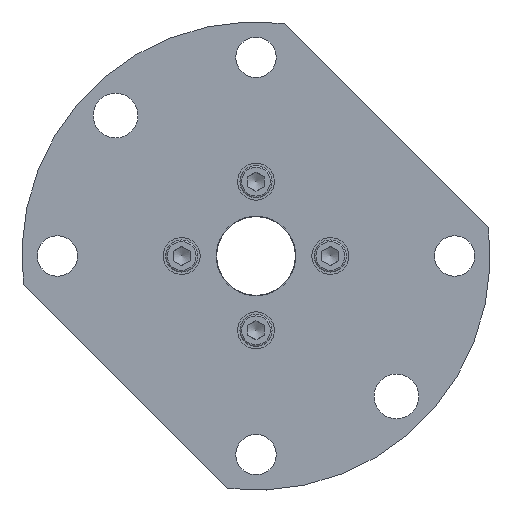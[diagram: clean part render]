
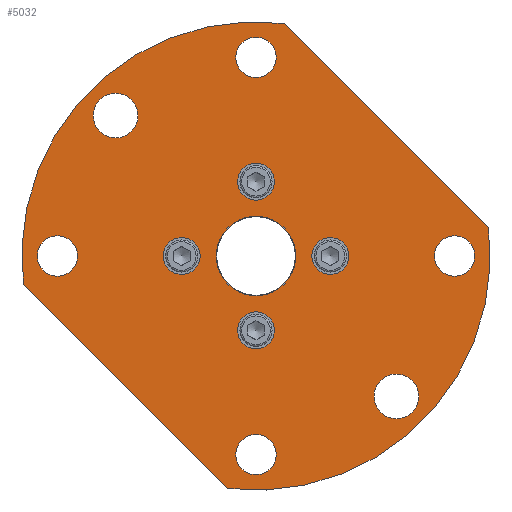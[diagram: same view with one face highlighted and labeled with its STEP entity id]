
A CAD part, front view. The second image highlights one B-rep face of the part: STEP entity #5032.
In plain terms, the highlighted planar face has unit normal (0, -1, 0).
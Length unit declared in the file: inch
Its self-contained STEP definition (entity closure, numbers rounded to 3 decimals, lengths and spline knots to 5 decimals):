
#334=LINE('',#7935,#549);
#337=LINE('',#7941,#552);
#549=VECTOR('',#6407,0.3937);
#552=VECTOR('',#6412,0.3937);
#760=PLANE('',#5519);
#968=FACE_BOUND('',#1666,.T.);
#969=FACE_BOUND('',#1667,.T.);
#970=FACE_BOUND('',#1668,.T.);
#971=FACE_BOUND('',#1669,.T.);
#972=FACE_BOUND('',#1670,.T.);
#973=FACE_BOUND('',#1671,.T.);
#974=FACE_BOUND('',#1672,.T.);
#975=FACE_BOUND('',#1673,.T.);
#976=FACE_BOUND('',#1674,.T.);
#977=FACE_BOUND('',#1675,.T.);
#978=FACE_BOUND('',#1676,.T.);
#1226=FACE_OUTER_BOUND('',#1665,.T.);
#1665=EDGE_LOOP('',(#3736,#3737,#3738,#3739));
#1666=EDGE_LOOP('',(#3740));
#1667=EDGE_LOOP('',(#3741));
#1668=EDGE_LOOP('',(#3742));
#1669=EDGE_LOOP('',(#3743));
#1670=EDGE_LOOP('',(#3744));
#1671=EDGE_LOOP('',(#3745));
#1672=EDGE_LOOP('',(#3746));
#1673=EDGE_LOOP('',(#3747));
#1674=EDGE_LOOP('',(#3748));
#1675=EDGE_LOOP('',(#3749));
#1676=EDGE_LOOP('',(#3750));
#2133=CIRCLE('',#5468,0.155);
#2136=CIRCLE('',#5473,0.155);
#2138=CIRCLE('',#5477,0.155);
#2141=CIRCLE('',#5482,0.155);
#2142=CIRCLE('',#5484,0.18788);
#2143=CIRCLE('',#5486,0.18788);
#2146=CIRCLE('',#5492,0.17);
#2149=CIRCLE('',#5498,0.17);
#2152=CIRCLE('',#5504,0.17);
#2155=CIRCLE('',#5510,0.17);
#2156=CIRCLE('',#5512,0.3345);
#2157=CIRCLE('',#5516,1.97);
#2158=CIRCLE('',#5518,1.97);
#2475=VERTEX_POINT('',#7862);
#2478=VERTEX_POINT('',#7870);
#2480=VERTEX_POINT('',#7876);
#2483=VERTEX_POINT('',#7884);
#2484=VERTEX_POINT('',#7887);
#2485=VERTEX_POINT('',#7890);
#2488=VERTEX_POINT('',#7899);
#2491=VERTEX_POINT('',#7908);
#2494=VERTEX_POINT('',#7917);
#2497=VERTEX_POINT('',#7926);
#2498=VERTEX_POINT('',#7929);
#2499=VERTEX_POINT('',#7932);
#2500=VERTEX_POINT('',#7934);
#2501=VERTEX_POINT('',#7938);
#2502=VERTEX_POINT('',#7940);
#2965=EDGE_CURVE('',#2475,#2475,#2133,.T.);
#2968=EDGE_CURVE('',#2478,#2478,#2136,.T.);
#2970=EDGE_CURVE('',#2480,#2480,#2138,.T.);
#2973=EDGE_CURVE('',#2483,#2483,#2141,.T.);
#2974=EDGE_CURVE('',#2484,#2484,#2142,.T.);
#2975=EDGE_CURVE('',#2485,#2485,#2143,.T.);
#2978=EDGE_CURVE('',#2488,#2488,#2146,.T.);
#2981=EDGE_CURVE('',#2491,#2491,#2149,.T.);
#2984=EDGE_CURVE('',#2494,#2494,#2152,.T.);
#2987=EDGE_CURVE('',#2497,#2497,#2155,.T.);
#2988=EDGE_CURVE('',#2498,#2498,#2156,.T.);
#2990=EDGE_CURVE('',#2500,#2499,#334,.T.);
#2993=EDGE_CURVE('',#2502,#2501,#337,.T.);
#2995=EDGE_CURVE('',#2501,#2500,#2157,.T.);
#2996=EDGE_CURVE('',#2499,#2502,#2158,.T.);
#3736=ORIENTED_EDGE('',*,*,#2990,.T.);
#3737=ORIENTED_EDGE('',*,*,#2996,.T.);
#3738=ORIENTED_EDGE('',*,*,#2993,.T.);
#3739=ORIENTED_EDGE('',*,*,#2995,.T.);
#3740=ORIENTED_EDGE('',*,*,#2965,.T.);
#3741=ORIENTED_EDGE('',*,*,#2968,.T.);
#3742=ORIENTED_EDGE('',*,*,#2970,.T.);
#3743=ORIENTED_EDGE('',*,*,#2973,.T.);
#3744=ORIENTED_EDGE('',*,*,#2974,.T.);
#3745=ORIENTED_EDGE('',*,*,#2975,.T.);
#3746=ORIENTED_EDGE('',*,*,#2978,.T.);
#3747=ORIENTED_EDGE('',*,*,#2981,.T.);
#3748=ORIENTED_EDGE('',*,*,#2984,.T.);
#3749=ORIENTED_EDGE('',*,*,#2987,.T.);
#3750=ORIENTED_EDGE('',*,*,#2988,.T.);
#5032=ADVANCED_FACE('',(#1226,#968,#969,#970,#971,#972,#973,#974,#975,#976,
#977,#978),#760,.F.);
#5468=AXIS2_PLACEMENT_3D('',#7863,#6314,#6315);
#5473=AXIS2_PLACEMENT_3D('',#7871,#6324,#6325);
#5477=AXIS2_PLACEMENT_3D('',#7877,#6332,#6333);
#5482=AXIS2_PLACEMENT_3D('',#7885,#6342,#6343);
#5484=AXIS2_PLACEMENT_3D('',#7888,#6346,#6347);
#5486=AXIS2_PLACEMENT_3D('',#7891,#6350,#6351);
#5492=AXIS2_PLACEMENT_3D('',#7900,#6362,#6363);
#5498=AXIS2_PLACEMENT_3D('',#7909,#6374,#6375);
#5504=AXIS2_PLACEMENT_3D('',#7918,#6386,#6387);
#5510=AXIS2_PLACEMENT_3D('',#7927,#6398,#6399);
#5512=AXIS2_PLACEMENT_3D('',#7930,#6402,#6403);
#5516=AXIS2_PLACEMENT_3D('',#7944,#6416,#6417);
#5518=AXIS2_PLACEMENT_3D('',#7946,#6420,#6421);
#5519=AXIS2_PLACEMENT_3D('',#7947,#6422,#6423);
#6314=DIRECTION('center_axis',(0.,1.,0.));
#6315=DIRECTION('ref_axis',(0.707,0.,-0.707));
#6324=DIRECTION('center_axis',(0.,1.,0.));
#6325=DIRECTION('ref_axis',(0.707,0.,-0.707));
#6332=DIRECTION('center_axis',(0.,1.,0.));
#6333=DIRECTION('ref_axis',(0.707,0.,-0.707));
#6342=DIRECTION('center_axis',(0.,1.,0.));
#6343=DIRECTION('ref_axis',(0.707,0.,-0.707));
#6346=DIRECTION('center_axis',(0.,1.,0.));
#6347=DIRECTION('ref_axis',(0.707,0.,-0.707));
#6350=DIRECTION('center_axis',(0.,1.,0.));
#6351=DIRECTION('ref_axis',(0.707,0.,-0.707));
#6362=DIRECTION('center_axis',(0.,1.,0.));
#6363=DIRECTION('ref_axis',(0.707,0.,-0.707));
#6374=DIRECTION('center_axis',(0.,1.,0.));
#6375=DIRECTION('ref_axis',(0.707,0.,-0.707));
#6386=DIRECTION('center_axis',(0.,1.,0.));
#6387=DIRECTION('ref_axis',(0.707,0.,-0.707));
#6398=DIRECTION('center_axis',(0.,1.,0.));
#6399=DIRECTION('ref_axis',(0.707,0.,-0.707));
#6402=DIRECTION('center_axis',(0.,1.,0.));
#6403=DIRECTION('ref_axis',(0.707,0.,-0.707));
#6407=DIRECTION('',(0.707,0.,-0.707));
#6412=DIRECTION('',(-0.707,0.,0.707));
#6416=DIRECTION('center_axis',(0.,-1.,0.));
#6417=DIRECTION('ref_axis',(0.707,0.,-0.707));
#6420=DIRECTION('center_axis',(0.,-1.,0.));
#6421=DIRECTION('ref_axis',(0.707,0.,-0.707));
#6422=DIRECTION('center_axis',(0.,1.,0.));
#6423=DIRECTION('ref_axis',(0.707,0.,0.707));
#7862=CARTESIAN_POINT('',(0.1096,-0.5,0.5154));
#7863=CARTESIAN_POINT('Origin',(0.,-0.5,
0.625));
#7870=CARTESIAN_POINT('',(0.7346,-0.5,-0.1096));
#7871=CARTESIAN_POINT('Origin',(0.625,-0.5,0.));
#7876=CARTESIAN_POINT('',(-0.5154,-0.5,-0.1096));
#7877=CARTESIAN_POINT('Origin',(-0.625,-0.5,0.));
#7884=CARTESIAN_POINT('',(0.1096,-0.5,-0.7346));
#7885=CARTESIAN_POINT('Origin',(0.,-0.5,
-0.625));
#7887=CARTESIAN_POINT('',(-1.31372,-0.5,1.31372));
#7888=CARTESIAN_POINT('Origin',(-1.18087,-0.5,1.18087));
#7890=CARTESIAN_POINT('',(1.04802,-0.5,-1.04802));
#7891=CARTESIAN_POINT('Origin',(1.18087,-0.5,-1.18087));
#7899=CARTESIAN_POINT('',(1.54979,-0.5,0.12021));
#7900=CARTESIAN_POINT('Origin',(1.67,-0.5,0.));
#7908=CARTESIAN_POINT('',(-1.79021,-0.5,0.12021));
#7909=CARTESIAN_POINT('Origin',(-1.67,-0.5,0.));
#7917=CARTESIAN_POINT('',(-0.12021,-0.5,-1.54979));
#7918=CARTESIAN_POINT('Origin',(0.,-0.5,
-1.67));
#7926=CARTESIAN_POINT('',(-0.12021,-0.5,1.79021));
#7927=CARTESIAN_POINT('Origin',(0.,-0.5,1.67));
#7929=CARTESIAN_POINT('',(-0.23653,-0.5,0.23653));
#7930=CARTESIAN_POINT('Origin',(0.,-0.5,
0.));
#7932=CARTESIAN_POINT('',(-0.23625,-0.5,-1.95578));
#7934=CARTESIAN_POINT('',(-1.95578,-0.5,-0.23625));
#7935=CARTESIAN_POINT('',(-0.66613,-0.5,-1.5259));
#7938=CARTESIAN_POINT('',(0.23625,-0.5,1.95578));
#7940=CARTESIAN_POINT('',(1.95578,-0.5,0.23625));
#7941=CARTESIAN_POINT('',(0.66613,-0.5,1.5259));
#7944=CARTESIAN_POINT('Origin',(0.,-0.5,
0.));
#7946=CARTESIAN_POINT('Origin',(0.,-0.5,
0.));
#7947=CARTESIAN_POINT('Origin',(0.,-0.5,
0.));
